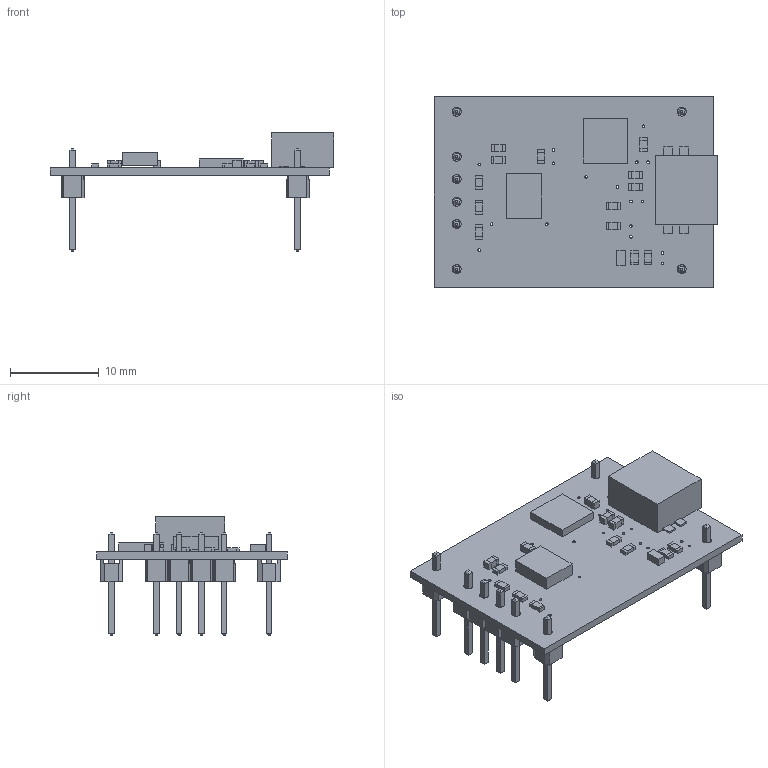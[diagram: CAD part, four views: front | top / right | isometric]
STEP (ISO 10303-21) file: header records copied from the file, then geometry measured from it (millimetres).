
FILE_DESCRIPTION( ( '' ), ' ' );
FILE_NAME( '5764d050e4b0ae255f363d7b.step', '2016-06-18T04:38:41', ( '' ), ( '' ), ' ', ' ', ' ' );
FILE_SCHEMA( ( 'AUTOMOTIVE_DESIGN { 1 0 10303 214 1 1 1 1 }' ) );
Length unit declared in the file: metre
Products named in the file (55): 6130xx11121_PIN; 61300411121; 61300111121; Assem1; Board; Extruded; Extruded_1; Extruded_2; Extruded_3; Open CASCADE STEP translator 6.8 1.2.1.2; Open CASCADE STEP translator 6.8 1.2.1.2_1; Open CASCADE STEP translator 6.8 1.2.1.2_2; Open CASCADE STEP translator 6.8 1.2.1.2_3; Open CASCADE STEP translator 6.8 1.2.1.2_4; Open CASCADE STEP translator 6.8 1.9.1.2; Open CASCADE STEP translator 6.8 1.9.1.2_1; Open CASCADE STEP translator 6.8 1.9.1.2_2; Open CASCADE STEP translator 6.8 1.9.1.2_3; Open CASCADE STEP translator 6.8 1.9.1.2_4; Open CASCADE STEP translator 6.8 1.9.1.2_5; Open CASCADE STEP translator 6.8 1.9.1.2_6; Open CASCADE STEP translator 6.8 1.9.1.2_7
Assembly tree (63 placements, depth 3):
  Assem1
    Board
    Extruded
    Extruded
    Extruded
    Extruded
    Extruded
    Extruded_1
    Extruded_2
    Extruded_3
    Open CASCADE STEP translator 6.8 1.2.1.2
    Open CASCADE STEP translator 6.8 1.2.1.2
    Open CASCADE STEP translator 6.8 1.2.1.2
    Open CASCADE STEP translator 6.8 1.2.1.2_1
    Open CASCADE STEP translator 6.8 1.2.1.2_1
    Open CASCADE STEP translator 6.8 1.2.1.2_1
    Open CASCADE STEP translator 6.8 1.2.1.2_2
    Open CASCADE STEP translator 6.8 1.2.1.2_2
    Open CASCADE STEP translator 6.8 1.2.1.2_2
    Open CASCADE STEP translator 6.8 1.2.1.2_3
    Open CASCADE STEP translator 6.8 1.2.1.2_3
    Open CASCADE STEP translator 6.8 1.2.1.2_3
    Open CASCADE STEP translator 6.8 1.2.1.2_4
    Open CASCADE STEP translator 6.8 1.2.1.2_4
    Open CASCADE STEP translator 6.8 1.2.1.2_4
    Open CASCADE STEP translator 6.8 1.9.1.2
    Open CASCADE STEP translator 6.8 1.9.1.2
    Open CASCADE STEP translator 6.8 1.9.1.2
    Open CASCADE STEP translator 6.8 1.9.1.2_1
    Open CASCADE STEP translator 6.8 1.9.1.2_1
    Open CASCADE STEP translator 6.8 1.9.1.2_1
    Open CASCADE STEP translator 6.8 1.9.1.2_2
    Open CASCADE STEP translator 6.8 1.9.1.2_2
    Open CASCADE STEP translator 6.8 1.9.1.2_2
    Open CASCADE STEP translator 6.8 1.9.1.2_3
    Open CASCADE STEP translator 6.8 1.9.1.2_3
    Open CASCADE STEP translator 6.8 1.9.1.2_3
    Open CASCADE STEP translator 6.8 1.9.1.2_4
    Open CASCADE STEP translator 6.8 1.9.1.2_4
    Open CASCADE STEP translator 6.8 1.9.1.2_4
    Open CASCADE STEP translator 6.8 1.9.1.2_5
    Open CASCADE STEP translator 6.8 1.9.1.2_5
    Open CASCADE STEP translator 6.8 1.9.1.2_5
    Open CASCADE STEP translator 6.8 1.9.1.2_6
    Open CASCADE STEP translator 6.8 1.9.1.2_6
    Open CASCADE STEP translator 6.8 1.9.1.2_6
    Open CASCADE STEP translator 6.8 1.9.1.2_7
    Open CASCADE STEP translator 6.8 1.9.1.2_7
    Open CASCADE STEP translator 6.8 1.9.1.2_7
    61300111121  x3
    6130xx11121_PIN  x3
    (unnamed)
      6130xx11121_PIN
      61300111121
    (unnamed)
      6130xx11121_PIN  x4
      61300411121
Bounding box: 32 x 21.5 x 13.35 mm (x, y, z)
Volume: 998.8 mm3; surface area: 2490.7 mm2
Topology: 61 solids, 61 shells, 557 faces, 1241 edges, 806 vertices
Faces by surface type: plane 532, cylinder 25
Full cylindrical faces by diameter (mm): 0.3 x17, 1 x8
Entity records: 16456 total; most frequent: CARTESIAN_POINT 2003, DIRECTION 1924, ORIENTED_EDGE 1808, EDGE_CURVE 904, LINE 854, VECTOR 854, VERTEX_POINT 614, STYLED_ITEM 577
